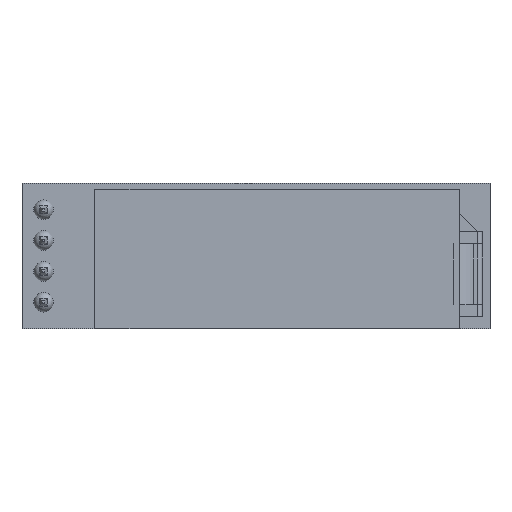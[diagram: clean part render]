
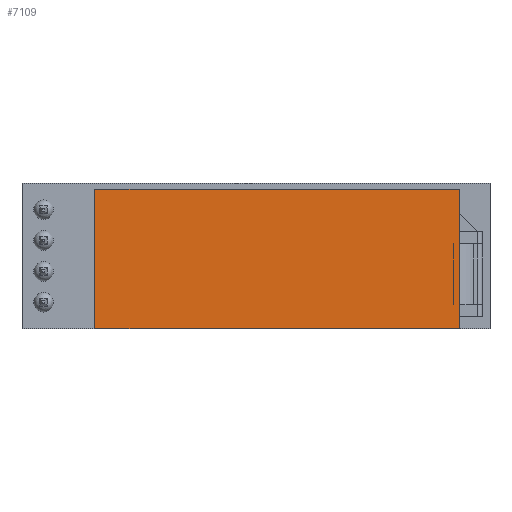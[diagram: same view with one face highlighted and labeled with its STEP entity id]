
A CAD part, top view. The second image highlights one B-rep face of the part: STEP entity #7109.
In plain terms, the highlighted planar face has unit normal (0, 0, 1).
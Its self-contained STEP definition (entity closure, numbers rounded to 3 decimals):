
#330=FACE_OUTER_BOUND('',#782,.T.);
#782=EDGE_LOOP('',(#4730,#4731,#4732,#4733));
#1249=LINE('',#10343,#2175);
#1253=LINE('',#10352,#2179);
#1256=LINE('',#10357,#2182);
#1257=LINE('',#10358,#2183);
#2175=VECTOR('',#8339,1.);
#2179=VECTOR('',#8345,10.);
#2182=VECTOR('',#8350,10.);
#2183=VECTOR('',#8351,10.);
#3101=VERTEX_POINT('',#10340);
#3102=VERTEX_POINT('',#10342);
#3104=VERTEX_POINT('',#10348);
#3106=VERTEX_POINT('',#10351);
#3743=EDGE_CURVE('',#3101,#3102,#1249,.T.);
#3747=EDGE_CURVE('',#3106,#3104,#1253,.T.);
#3750=EDGE_CURVE('',#3104,#3102,#1256,.T.);
#3751=EDGE_CURVE('',#3106,#3101,#1257,.T.);
#4730=ORIENTED_EDGE('',*,*,#3747,.T.);
#4731=ORIENTED_EDGE('',*,*,#3750,.T.);
#4732=ORIENTED_EDGE('',*,*,#3743,.F.);
#4733=ORIENTED_EDGE('',*,*,#3751,.F.);
#6684=PLANE('',#7797);
#7109=ADVANCED_FACE('',(#330),#6684,.T.);
#7797=AXIS2_PLACEMENT_3D('',#10356,#8348,#8349);
#8339=DIRECTION('',(0.,-1.,0.));
#8345=DIRECTION('',(0.,-1.,0.));
#8348=DIRECTION('center_axis',(0.,0.,1.));
#8349=DIRECTION('ref_axis',(1.,0.,0.));
#8350=DIRECTION('',(1.,0.,0.));
#8351=DIRECTION('',(1.,0.,0.));
#10340=CARTESIAN_POINT('',(16.5,5.5,1.4));
#10342=CARTESIAN_POINT('',(16.5,-6.,1.4));
#10343=CARTESIAN_POINT('',(16.5,5.5,1.4));
#10348=CARTESIAN_POINT('',(-13.5,-6.,1.4));
#10351=CARTESIAN_POINT('',(-13.5,5.5,1.4));
#10352=CARTESIAN_POINT('',(-13.5,-3.125,1.4));
#10356=CARTESIAN_POINT('Origin',(-0.7,-0.25,1.4));
#10357=CARTESIAN_POINT('',(16.,-6.,1.4));
#10358=CARTESIAN_POINT('',(5.95,5.5,1.4));
